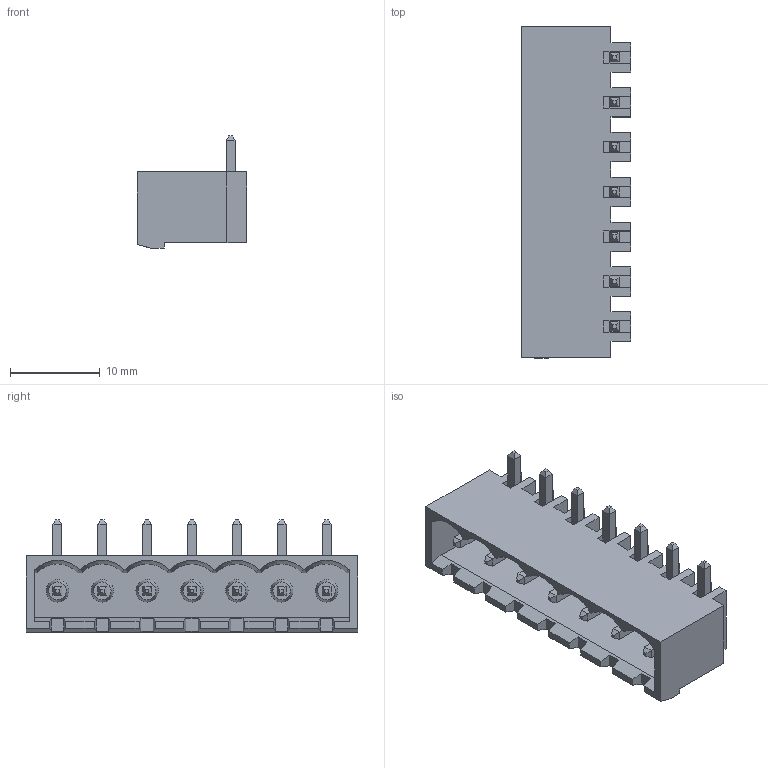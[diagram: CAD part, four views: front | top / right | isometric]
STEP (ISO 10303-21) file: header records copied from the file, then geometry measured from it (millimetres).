
FILE_DESCRIPTION( ( 'STEP AP214' ), '1' );
FILE_NAME( 'PV07-5-H-P.stp', ' ', ( ' ' ), ( ' ' ), 'PSStep 14.0', 'VISI 19.0', ' ' );
FILE_SCHEMA( ( 'AUTOMOTIVE_DESIGN { 1 0 10303 214 1 1 1 1 }' ) );
Length unit declared in the file: millimetre
Products named in the file (1): 1
Bounding box: 12.2 x 37 x 12.5 mm (x, y, z)
Volume: 1703.6 mm3; surface area: 3149.5 mm2
Topology: 1 solids, 1 shells, 302 faces, 774 edges, 495 vertices
Faces by surface type: plane 274, cylinder 14, cone 14
Entity records: 11272 total; most frequent: CARTESIAN_POINT 1593, ORIENTED_EDGE 1520, DIRECTION 1401, EDGE_CURVE 760, LINE 697, VECTOR 697, VERTEX_POINT 488, AXIS2_PLACEMENT_3D 352
